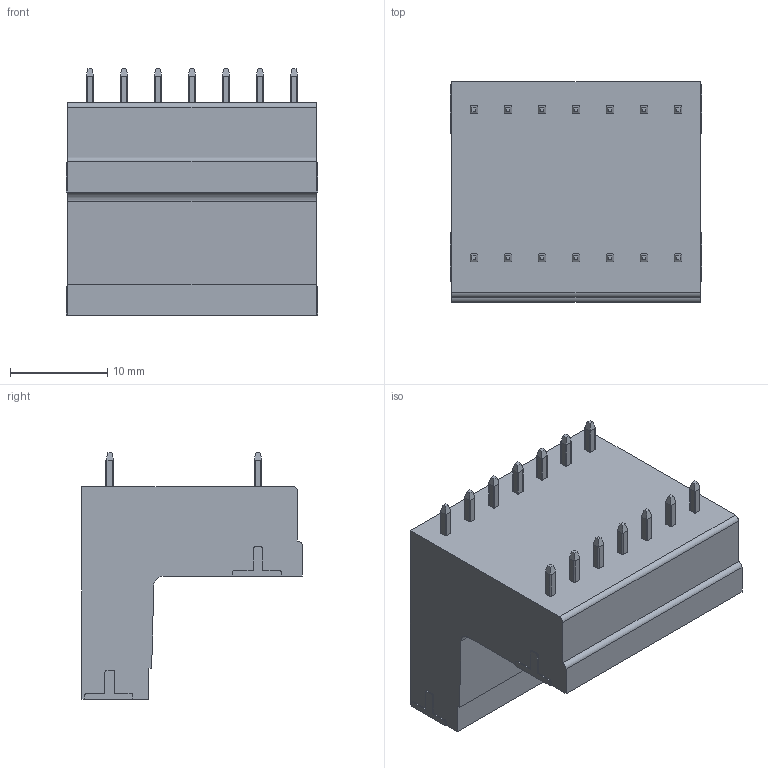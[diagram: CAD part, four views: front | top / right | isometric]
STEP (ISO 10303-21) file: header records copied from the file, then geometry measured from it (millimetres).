
FILE_DESCRIPTION((''),'2;1');
FILE_NAME('TLPHDC-005V-XXP','2024-08-08T13:50:53',('tluser'),(''),'CREO PARAMETRIC BY PTC INC, 2018100','CREO PARAMETRIC BY PTC INC, 2018100','');
FILE_SCHEMA(('CONFIG_CONTROL_DESIGN'));
Length unit declared in the file: millimetre
Products named in the file (1): TLPHDC-005V-XXP
Bounding box: 25.9 x 22.7 x 25.4 mm (x, y, z)
Volume: 6090 mm3; surface area: 5668.3 mm2
Topology: 1 solids, 1 shells, 1168 faces, 3232 edges, 2122 vertices
Faces by surface type: plane 785, cylinder 285, cone 70, torus 28
Entity records: 37451 total; most frequent: CARTESIAN_POINT 7495, ORIENTED_EDGE 6464, DIRECTION 5928, EDGE_CURVE 3232, VECTOR 2368, LINE 2368, VERTEX_POINT 2122, AXIS2_PLACEMENT_3D 1780
